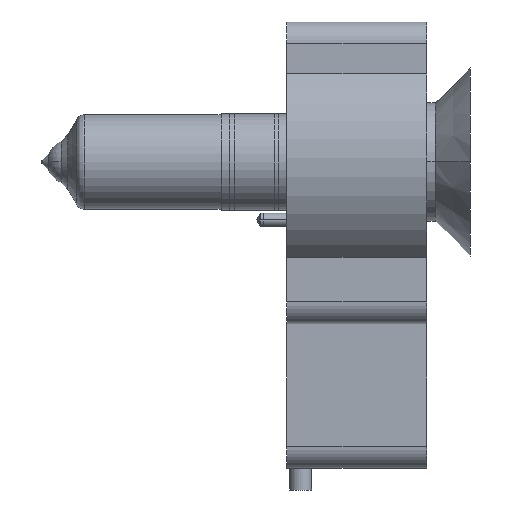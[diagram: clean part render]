
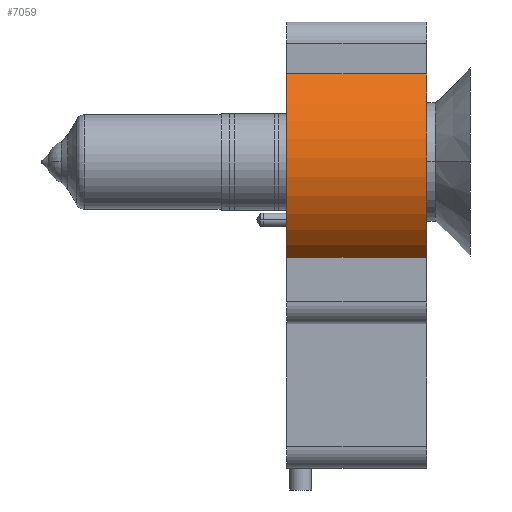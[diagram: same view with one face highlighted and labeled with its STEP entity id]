
A CAD part, front view. The second image highlights one B-rep face of the part: STEP entity #7059.
In plain terms, the highlighted cylindrical face has radius 27 mm (diameter 54 mm), a partial arc.
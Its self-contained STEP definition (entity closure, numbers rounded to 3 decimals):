
#329 = CIRCLE ( 'NONE', #8012, 27. ) ;
#574 = ORIENTED_EDGE ( 'NONE', *, *, #3244, .F. ) ;
#1251 = FACE_OUTER_BOUND ( 'NONE', #12020, .T. ) ;
#2163 = DIRECTION ( 'NONE',  ( 1., 0., 0. ) ) ;
#2471 = LINE ( 'NONE', #17181, #6932 ) ;
#2475 = VERTEX_POINT ( 'NONE', #5954 ) ;
#2499 = DIRECTION ( 'NONE',  ( 1., 0., 0. ) ) ;
#3244 = EDGE_CURVE ( 'NONE', #7590, #4960, #4096, .T. ) ;
#4096 = LINE ( 'NONE', #6143, #10054 ) ;
#4861 = VERTEX_POINT ( 'NONE', #11980 ) ;
#4937 = CARTESIAN_POINT ( 'NONE',  ( 0., 0., -32. ) ) ;
#4960 = VERTEX_POINT ( 'NONE', #5272 ) ;
#5272 = CARTESIAN_POINT ( 'NONE',  ( -16., 21.749, 0. ) ) ;
#5571 = ORIENTED_EDGE ( 'NONE', *, *, #11413, .T. ) ;
#5708 = CYLINDRICAL_SURFACE ( 'NONE', #6686, 27. ) ;
#5886 = DIRECTION ( 'NONE',  ( 1., 0., 0. ) ) ;
#5954 = CARTESIAN_POINT ( 'NONE',  ( -18., -20.125, -32. ) ) ;
#6005 = CARTESIAN_POINT ( 'NONE',  ( 0., 0., 0. ) ) ;
#6075 = CARTESIAN_POINT ( 'NONE',  ( 0., 0., -32. ) ) ;
#6143 = CARTESIAN_POINT ( 'NONE',  ( -16., 21.749, -32. ) ) ;
#6686 = AXIS2_PLACEMENT_3D ( 'NONE', #6075, #13157, #2163 ) ;
#6932 = VECTOR ( 'NONE', #11735, 1000. ) ;
#7059 = ADVANCED_FACE ( 'NONE', ( #1251 ), #5708, .T. ) ;
#7590 = VERTEX_POINT ( 'NONE', #14000 ) ;
#8012 = AXIS2_PLACEMENT_3D ( 'NONE', #6005, #8610, #5886 ) ;
#8610 = DIRECTION ( 'NONE',  ( 0., 0., 1. ) ) ;
#9187 = EDGE_CURVE ( 'NONE', #2475, #4861, #2471, .T. ) ;
#9267 = DIRECTION ( 'NONE',  ( 0., 0., 1. ) ) ;
#9298 = ORIENTED_EDGE ( 'NONE', *, *, #16018, .F. ) ;
#10054 = VECTOR ( 'NONE', #16999, 1000. ) ;
#11372 = ORIENTED_EDGE ( 'NONE', *, *, #9187, .T. ) ;
#11413 = EDGE_CURVE ( 'NONE', #7590, #2475, #15150, .T. ) ;
#11735 = DIRECTION ( 'NONE',  ( 0., 0., 1. ) ) ;
#11980 = CARTESIAN_POINT ( 'NONE',  ( -18., -20.125, 0. ) ) ;
#12020 = EDGE_LOOP ( 'NONE', ( #9298, #574, #5571, #11372 ) ) ;
#13157 = DIRECTION ( 'NONE',  ( 0., 0., 1. ) ) ;
#14000 = CARTESIAN_POINT ( 'NONE',  ( -16., 21.749, -32. ) ) ;
#15150 = CIRCLE ( 'NONE', #16643, 27. ) ;
#16018 = EDGE_CURVE ( 'NONE', #4960, #4861, #329, .T. ) ;
#16643 = AXIS2_PLACEMENT_3D ( 'NONE', #4937, #9267, #2499 ) ;
#16999 = DIRECTION ( 'NONE',  ( 0., 0., 1. ) ) ;
#17181 = CARTESIAN_POINT ( 'NONE',  ( -18., -20.125, -32. ) ) ;
